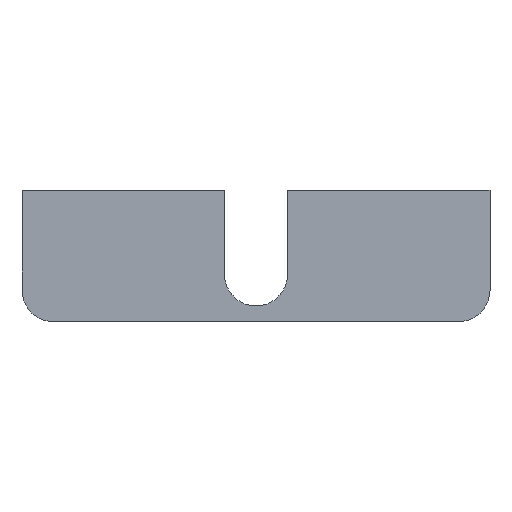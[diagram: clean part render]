
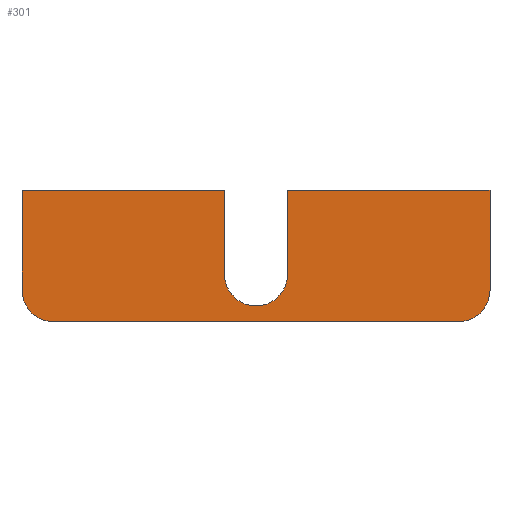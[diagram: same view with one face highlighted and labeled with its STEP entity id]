
A CAD part, top view. The second image highlights one B-rep face of the part: STEP entity #301.
In plain terms, the highlighted planar face has unit normal (0, 0, 1).
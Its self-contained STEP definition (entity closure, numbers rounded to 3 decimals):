
#1 = CARTESIAN_POINT ( 'NONE',  ( 38.5, 6., 0. ) ) ;
#5 = ORIENTED_EDGE ( 'NONE', *, *, #137, .T. ) ;
#8 = LINE ( 'NONE', #74, #162 ) ;
#10 = VERTEX_POINT ( 'NONE', #169 ) ;
#18 = EDGE_CURVE ( 'NONE', #250, #33, #8, .T. ) ;
#20 = CARTESIAN_POINT ( 'NONE',  ( 44.5, 25., 0. ) ) ;
#29 = DIRECTION ( 'NONE',  ( -1., 0., 0. ) ) ;
#33 = VERTEX_POINT ( 'NONE', #296 ) ;
#34 = VECTOR ( 'NONE', #406, 1000. ) ;
#39 = CARTESIAN_POINT ( 'NONE',  ( -38.5, 0., 0. ) ) ;
#41 = LINE ( 'NONE', #318, #118 ) ;
#54 = DIRECTION ( 'NONE',  ( 0., 0., 1. ) ) ;
#55 = EDGE_CURVE ( 'NONE', #10, #110, #294, .T. ) ;
#56 = CARTESIAN_POINT ( 'NONE',  ( 44.5, 25., 0. ) ) ;
#58 = CARTESIAN_POINT ( 'NONE',  ( 44.5, 25., 0. ) ) ;
#60 = VERTEX_POINT ( 'NONE', #39 ) ;
#61 = CIRCLE ( 'NONE', #319, 6. ) ;
#73 = LINE ( 'NONE', #58, #315 ) ;
#74 = CARTESIAN_POINT ( 'NONE',  ( 6., 9., 0. ) ) ;
#83 = DIRECTION ( 'NONE',  ( 0., 0., 1. ) ) ;
#90 = VERTEX_POINT ( 'NONE', #300 ) ;
#94 = DIRECTION ( 'NONE',  ( 0., 0., 1. ) ) ;
#101 = DIRECTION ( 'NONE',  ( 0., -1., 0. ) ) ;
#110 = VERTEX_POINT ( 'NONE', #380 ) ;
#118 = VECTOR ( 'NONE', #126, 1000. ) ;
#120 = DIRECTION ( 'NONE',  ( 1., 0., 0. ) ) ;
#126 = DIRECTION ( 'NONE',  ( 0., -1., 0. ) ) ;
#131 = DIRECTION ( 'NONE',  ( 1., 0., 0. ) ) ;
#136 = DIRECTION ( 'NONE',  ( 0., 1., 0. ) ) ;
#137 = EDGE_CURVE ( 'NONE', #368, #60, #432, .T. ) ;
#154 = CARTESIAN_POINT ( 'NONE',  ( 38.5, 6., 0. ) ) ;
#156 = ORIENTED_EDGE ( 'NONE', *, *, #55, .F. ) ;
#162 = VECTOR ( 'NONE', #136, 1000. ) ;
#166 = LINE ( 'NONE', #389, #168 ) ;
#168 = VECTOR ( 'NONE', #320, 1000. ) ;
#169 = CARTESIAN_POINT ( 'NONE',  ( -6., 25., 0. ) ) ;
#192 = PLANE ( 'NONE',  #364 ) ;
#198 = CARTESIAN_POINT ( 'NONE',  ( -38.5, 0., 0. ) ) ;
#200 = ORIENTED_EDGE ( 'NONE', *, *, #378, .T. ) ;
#204 = LINE ( 'NONE', #198, #34 ) ;
#208 = ORIENTED_EDGE ( 'NONE', *, *, #439, .T. ) ;
#215 = CARTESIAN_POINT ( 'NONE',  ( -44.5, 6., 0. ) ) ;
#221 = EDGE_LOOP ( 'NONE', ( #156, #272, #290, #5, #208, #200, #271, #276, #436, #404 ) ) ;
#232 = VERTEX_POINT ( 'NONE', #245 ) ;
#245 = CARTESIAN_POINT ( 'NONE',  ( -44.5, 25., 0. ) ) ;
#247 = EDGE_CURVE ( 'NONE', #10, #232, #350, .T. ) ;
#250 = VERTEX_POINT ( 'NONE', #424 ) ;
#264 = FACE_OUTER_BOUND ( 'NONE', #221, .T. ) ;
#271 = ORIENTED_EDGE ( 'NONE', *, *, #336, .T. ) ;
#272 = ORIENTED_EDGE ( 'NONE', *, *, #247, .T. ) ;
#273 = VECTOR ( 'NONE', #285, 1000. ) ;
#276 = ORIENTED_EDGE ( 'NONE', *, *, #347, .T. ) ;
#280 = CARTESIAN_POINT ( 'NONE',  ( -38.5, 6., 0. ) ) ;
#285 = DIRECTION ( 'NONE',  ( -1., 0., 0. ) ) ;
#290 = ORIENTED_EDGE ( 'NONE', *, *, #387, .T. ) ;
#291 = CIRCLE ( 'NONE', #331, 6. ) ;
#292 = AXIS2_PLACEMENT_3D ( 'NONE', #280, #83, #29 ) ;
#294 = LINE ( 'NONE', #341, #427 ) ;
#296 = CARTESIAN_POINT ( 'NONE',  ( 6., 25., 0. ) ) ;
#300 = CARTESIAN_POINT ( 'NONE',  ( 38.5, 0., 0. ) ) ;
#301 = ADVANCED_FACE ( 'NONE', ( #264 ), #192, .T. ) ;
#315 = VECTOR ( 'NONE', #356, 1000. ) ;
#318 = CARTESIAN_POINT ( 'NONE',  ( -44.5, 6., 0. ) ) ;
#319 = AXIS2_PLACEMENT_3D ( 'NONE', #431, #324, #353 ) ;
#320 = DIRECTION ( 'NONE',  ( 0., 1., 0. ) ) ;
#324 = DIRECTION ( 'NONE',  ( 0., 0., 1. ) ) ;
#325 = CARTESIAN_POINT ( 'NONE',  ( 44.5, 6., 0. ) ) ;
#331 = AXIS2_PLACEMENT_3D ( 'NONE', #1, #94, #131 ) ;
#336 = EDGE_CURVE ( 'NONE', #421, #412, #166, .T. ) ;
#341 = CARTESIAN_POINT ( 'NONE',  ( -6., 9., 0. ) ) ;
#347 = EDGE_CURVE ( 'NONE', #412, #33, #73, .T. ) ;
#350 = LINE ( 'NONE', #20, #273 ) ;
#353 = DIRECTION ( 'NONE',  ( 1., 0., 0. ) ) ;
#356 = DIRECTION ( 'NONE',  ( -1., 0., 0. ) ) ;
#361 = EDGE_CURVE ( 'NONE', #110, #250, #61, .T. ) ;
#364 = AXIS2_PLACEMENT_3D ( 'NONE', #154, #54, #120 ) ;
#368 = VERTEX_POINT ( 'NONE', #215 ) ;
#378 = EDGE_CURVE ( 'NONE', #90, #421, #291, .T. ) ;
#380 = CARTESIAN_POINT ( 'NONE',  ( -6., 9., 0. ) ) ;
#387 = EDGE_CURVE ( 'NONE', #232, #368, #41, .T. ) ;
#389 = CARTESIAN_POINT ( 'NONE',  ( 44.5, 6., 0. ) ) ;
#404 = ORIENTED_EDGE ( 'NONE', *, *, #361, .F. ) ;
#406 = DIRECTION ( 'NONE',  ( 1., 0., 0. ) ) ;
#412 = VERTEX_POINT ( 'NONE', #56 ) ;
#421 = VERTEX_POINT ( 'NONE', #325 ) ;
#424 = CARTESIAN_POINT ( 'NONE',  ( 6., 9., 0. ) ) ;
#427 = VECTOR ( 'NONE', #101, 1000. ) ;
#431 = CARTESIAN_POINT ( 'NONE',  ( 0., 9., 0. ) ) ;
#432 = CIRCLE ( 'NONE', #292, 6. ) ;
#436 = ORIENTED_EDGE ( 'NONE', *, *, #18, .F. ) ;
#439 = EDGE_CURVE ( 'NONE', #60, #90, #204, .T. ) ;
